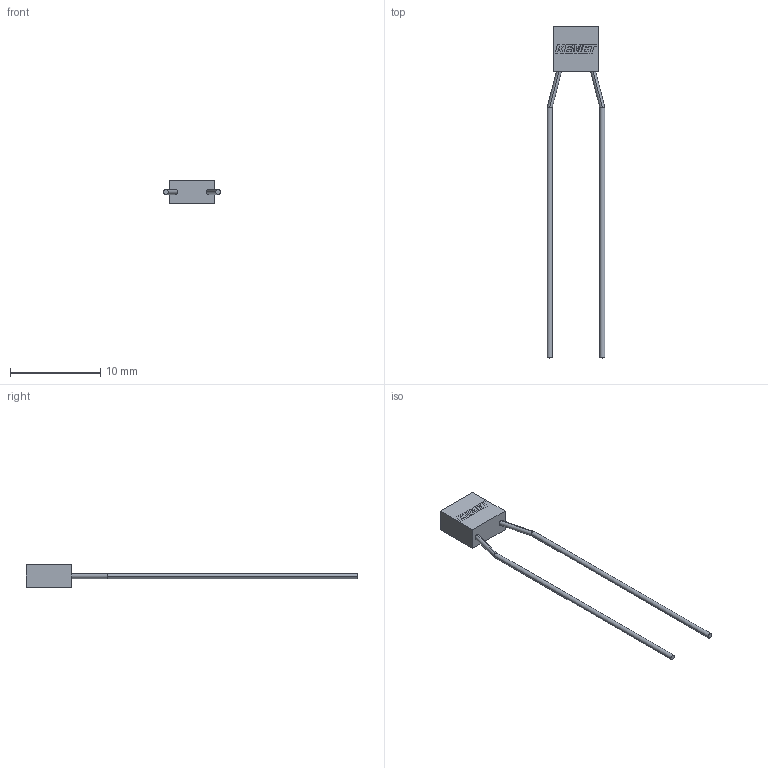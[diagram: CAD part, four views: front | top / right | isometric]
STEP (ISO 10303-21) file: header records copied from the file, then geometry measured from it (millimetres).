
FILE_DESCRIPTION(('STEP AP242'),'1');
FILE_NAME('acr05b103kgs.stp','2020-11-17T21:27:33',('TraceParts'),('TraceParts S.A.'),'Spatial InterOp 3D',' ',' ');
FILE_SCHEMA(('AP242_MANAGED_MODEL_BASED_3D_ENGINEERING_MIM_LF {1 0 10303 442 1 1 4}'));
Length unit declared in the file: millimetre
Products named in the file (1): acr05b103kgs_1
Bounding box: 6.4 x 36.83 x 2.54 mm (x, y, z)
Volume: 81.1 mm3; surface area: 220 mm2
Topology: 4 solids, 4 shells, 73 faces, 189 edges, 126 vertices
Faces by surface type: plane 65, cylinder 4, bspline 4
Entity records: 2856 total; most frequent: CARTESIAN_POINT 420, ORIENTED_EDGE 378, DIRECTION 351, EDGE_CURVE 189, LINE 173, VECTOR 173, VERTEX_POINT 126, AXIS2_PLACEMENT_3D 89
